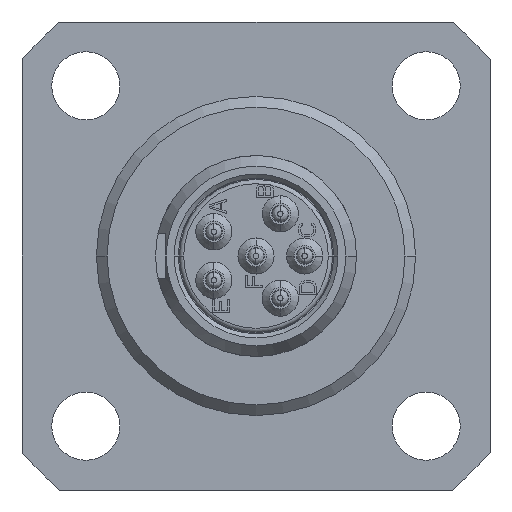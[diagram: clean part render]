
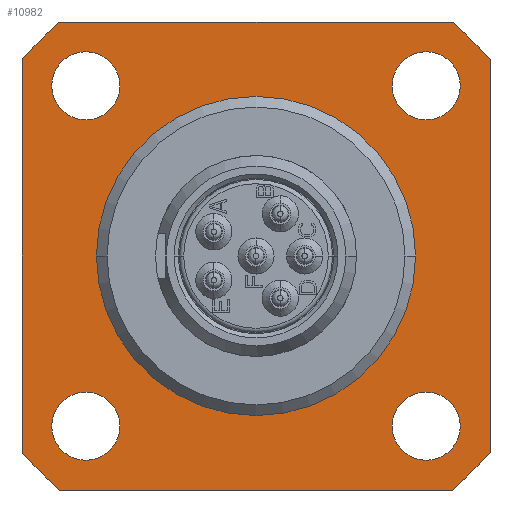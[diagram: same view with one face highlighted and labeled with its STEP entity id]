
A CAD part, left-side view. The second image highlights one B-rep face of the part: STEP entity #10982.
In plain terms, the highlighted planar face has unit normal (-1, 0, 0).
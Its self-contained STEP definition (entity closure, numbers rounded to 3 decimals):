
#427=CARTESIAN_POINT('',(-0.5,0.,0.));
#428=DIRECTION('',(1.,0.,0.));
#429=DIRECTION('',(0.,1.,0.));
#430=AXIS2_PLACEMENT_3D('',#427,#428,#429);
#440=CARTESIAN_POINT('',(-0.5,0.,0.));
#441=DIRECTION('',(1.,0.,0.));
#442=DIRECTION('',(0.,-1.,0.));
#443=AXIS2_PLACEMENT_3D('',#440,#441,#442);
#445=DIRECTION('',(0.,1.,0.));
#446=VECTOR('',#445,18.431);
#447=CARTESIAN_POINT('',(-0.5,-9.215,11.));
#448=LINE('1267',#447,#446);
#449=CARTESIAN_POINT('',(-0.5,0.,0.));
#450=DIRECTION('',(1.,0.,0.));
#451=DIRECTION('',(0.,-0.642,0.767));
#452=AXIS2_PLACEMENT_3D('',#449,#450,#451);
#454=DIRECTION('',(0.,0.,1.));
#455=VECTOR('',#454,18.431);
#456=CARTESIAN_POINT('',(-0.5,-11.,-9.215));
#457=LINE('1268',#456,#455);
#458=CARTESIAN_POINT('',(-0.5,0.,0.));
#459=DIRECTION('',(1.,0.,0.));
#460=DIRECTION('',(0.,-0.767,-0.642));
#461=AXIS2_PLACEMENT_3D('',#458,#459,#460);
#463=DIRECTION('',(0.,-1.,0.));
#464=VECTOR('',#463,18.431);
#465=CARTESIAN_POINT('',(-0.5,9.215,-11.));
#466=LINE('1269',#465,#464);
#467=CARTESIAN_POINT('',(-0.5,0.,0.));
#468=DIRECTION('',(1.,0.,0.));
#469=DIRECTION('',(0.,0.642,-0.767));
#470=AXIS2_PLACEMENT_3D('',#467,#468,#469);
#472=DIRECTION('',(0.,0.,-1.));
#473=VECTOR('',#472,18.431);
#474=CARTESIAN_POINT('',(-0.5,11.,9.215));
#475=LINE('1270',#474,#473);
#476=CARTESIAN_POINT('',(-0.5,0.,0.));
#477=DIRECTION('',(1.,0.,0.));
#478=DIRECTION('',(0.,0.767,0.642));
#479=AXIS2_PLACEMENT_3D('',#476,#477,#478);
#481=CARTESIAN_POINT('',(-0.5,8.,-8.));
#482=DIRECTION('',(-1.,0.,0.));
#483=DIRECTION('',(0.,0.,-1.));
#484=AXIS2_PLACEMENT_3D('',#481,#482,#483);
#486=CARTESIAN_POINT('',(-0.5,8.,-8.));
#487=DIRECTION('',(-1.,0.,0.));
#488=DIRECTION('',(0.,0.,1.));
#489=AXIS2_PLACEMENT_3D('',#486,#487,#488);
#491=CARTESIAN_POINT('',(-0.5,8.,8.));
#492=DIRECTION('',(-1.,0.,0.));
#493=DIRECTION('',(0.,0.,-1.));
#494=AXIS2_PLACEMENT_3D('',#491,#492,#493);
#496=CARTESIAN_POINT('',(-0.5,8.,8.));
#497=DIRECTION('',(-1.,0.,0.));
#498=DIRECTION('',(0.,0.,1.));
#499=AXIS2_PLACEMENT_3D('',#496,#497,#498);
#501=CARTESIAN_POINT('',(-0.5,-8.,-8.));
#502=DIRECTION('',(-1.,0.,0.));
#503=DIRECTION('',(0.,0.,-1.));
#504=AXIS2_PLACEMENT_3D('',#501,#502,#503);
#506=CARTESIAN_POINT('',(-0.5,-8.,-8.));
#507=DIRECTION('',(-1.,0.,0.));
#508=DIRECTION('',(0.,0.,1.));
#509=AXIS2_PLACEMENT_3D('',#506,#507,#508);
#511=CARTESIAN_POINT('',(-0.5,-8.,8.));
#512=DIRECTION('',(-1.,0.,0.));
#513=DIRECTION('',(0.,0.,-1.));
#514=AXIS2_PLACEMENT_3D('',#511,#512,#513);
#516=CARTESIAN_POINT('',(-0.5,-8.,8.));
#517=DIRECTION('',(-1.,0.,0.));
#518=DIRECTION('',(0.,0.,1.));
#519=AXIS2_PLACEMENT_3D('',#516,#517,#518);
#8075=CARTESIAN_POINT('',(-0.5,7.5,0.));
#8076=VERTEX_POINT('',#8075);
#8077=CARTESIAN_POINT('',(-0.5,-7.5,0.));
#8078=VERTEX_POINT('',#8077);
#8095=CARTESIAN_POINT('',(-0.5,8.,-9.6));
#8096=CARTESIAN_POINT('',(-0.5,8.,-6.4));
#8097=VERTEX_POINT('',#8095);
#8098=VERTEX_POINT('',#8096);
#8099=CARTESIAN_POINT('',(-0.5,8.,6.4));
#8100=CARTESIAN_POINT('',(-0.5,8.,9.6));
#8101=VERTEX_POINT('',#8099);
#8102=VERTEX_POINT('',#8100);
#8103=CARTESIAN_POINT('',(-0.5,-8.,-9.6));
#8104=CARTESIAN_POINT('',(-0.5,-8.,-6.4));
#8105=VERTEX_POINT('',#8103);
#8106=VERTEX_POINT('',#8104);
#8107=CARTESIAN_POINT('',(-0.5,-8.,6.4));
#8108=CARTESIAN_POINT('',(-0.5,-8.,9.6));
#8109=VERTEX_POINT('',#8107);
#8110=VERTEX_POINT('',#8108);
#8223=CARTESIAN_POINT('',(-0.5,-9.215,11.));
#8224=CARTESIAN_POINT('',(-0.5,9.215,11.));
#8225=VERTEX_POINT('',#8223);
#8226=VERTEX_POINT('',#8224);
#8227=CARTESIAN_POINT('',(-0.5,-11.,-9.215));
#8228=CARTESIAN_POINT('',(-0.5,-11.,9.215));
#8229=VERTEX_POINT('',#8227);
#8230=VERTEX_POINT('',#8228);
#8231=CARTESIAN_POINT('',(-0.5,9.215,-11.));
#8232=CARTESIAN_POINT('',(-0.5,-9.215,-11.));
#8233=VERTEX_POINT('',#8231);
#8234=VERTEX_POINT('',#8232);
#8235=CARTESIAN_POINT('',(-0.5,11.,9.215));
#8236=CARTESIAN_POINT('',(-0.5,11.,-9.215));
#8237=VERTEX_POINT('',#8235);
#8238=VERTEX_POINT('',#8236);
#10931=CARTESIAN_POINT('',(-0.5,0.,0.));
#10932=DIRECTION('',(1.,0.,0.));
#10933=DIRECTION('',(0.,0.,-1.));
#10934=AXIS2_PLACEMENT_3D('',#10931,#10932,#10933);
#10935=PLANE('289',#10934);
#10937=ORIENTED_EDGE('1267',*,*,#10936,.F.);
#10939=ORIENTED_EDGE('1322',*,*,#10938,.T.);
#10941=ORIENTED_EDGE('1268',*,*,#10940,.F.);
#10943=ORIENTED_EDGE('1321',*,*,#10942,.T.);
#10945=ORIENTED_EDGE('1269',*,*,#10944,.F.);
#10947=ORIENTED_EDGE('1320',*,*,#10946,.T.);
#10949=ORIENTED_EDGE('1270',*,*,#10948,.F.);
#10951=ORIENTED_EDGE('1309',*,*,#10950,.T.);
#10952=EDGE_LOOP('289',(#10937,#10939,#10941,#10943,#10945,#10947,#10949,
#10951));
#10953=FACE_OUTER_BOUND('289',#10952,.F.);
#10955=ORIENTED_EDGE('1171',*,*,#10954,.T.);
#10957=ORIENTED_EDGE('1172',*,*,#10956,.T.);
#10958=EDGE_LOOP('289',(#10955,#10957));
#10959=FACE_BOUND('289',#10958,.F.);
#10961=ORIENTED_EDGE('1173',*,*,#10960,.T.);
#10963=ORIENTED_EDGE('1174',*,*,#10962,.T.);
#10964=EDGE_LOOP('289',(#10961,#10963));
#10965=FACE_BOUND('289',#10964,.F.);
#10967=ORIENTED_EDGE('1175',*,*,#10966,.T.);
#10969=ORIENTED_EDGE('1176',*,*,#10968,.T.);
#10970=EDGE_LOOP('289',(#10967,#10969));
#10971=FACE_BOUND('289',#10970,.F.);
#10973=ORIENTED_EDGE('1177',*,*,#10972,.T.);
#10975=ORIENTED_EDGE('1178',*,*,#10974,.T.);
#10976=EDGE_LOOP('289',(#10973,#10975));
#10977=FACE_BOUND('289',#10976,.F.);
#10978=ORIENTED_EDGE('1161',*,*,#10896,.F.);
#10979=ORIENTED_EDGE('1162',*,*,#10919,.F.);
#10980=EDGE_LOOP('289',(#10978,#10979));
#10981=FACE_BOUND('289',#10980,.F.);
#431=CIRCLE('1161',#430,7.5);
#444=CIRCLE('1162',#443,7.5);
#453=CIRCLE('1322',#452,14.35);
#462=CIRCLE('1321',#461,14.35);
#471=CIRCLE('1320',#470,14.35);
#480=CIRCLE('1309',#479,14.35);
#485=CIRCLE('1171',#484,1.6);
#490=CIRCLE('1172',#489,1.6);
#495=CIRCLE('1173',#494,1.6);
#500=CIRCLE('1174',#499,1.6);
#505=CIRCLE('1175',#504,1.6);
#510=CIRCLE('1176',#509,1.6);
#515=CIRCLE('1177',#514,1.6);
#520=CIRCLE('1178',#519,1.6);
#10896=EDGE_CURVE('1161',#8076,#8078,#431,.T.);
#10919=EDGE_CURVE('1162',#8078,#8076,#444,.T.);
#10936=EDGE_CURVE('1267',#8225,#8226,#448,.T.);
#10938=EDGE_CURVE('1322',#8225,#8230,#453,.T.);
#10940=EDGE_CURVE('1268',#8229,#8230,#457,.T.);
#10942=EDGE_CURVE('1321',#8229,#8234,#462,.T.);
#10944=EDGE_CURVE('1269',#8233,#8234,#466,.T.);
#10946=EDGE_CURVE('1320',#8233,#8238,#471,.T.);
#10948=EDGE_CURVE('1270',#8237,#8238,#475,.T.);
#10950=EDGE_CURVE('1309',#8237,#8226,#480,.T.);
#10954=EDGE_CURVE('1171',#8097,#8098,#485,.T.);
#10956=EDGE_CURVE('1172',#8098,#8097,#490,.T.);
#10960=EDGE_CURVE('1173',#8101,#8102,#495,.T.);
#10962=EDGE_CURVE('1174',#8102,#8101,#500,.T.);
#10966=EDGE_CURVE('1175',#8105,#8106,#505,.T.);
#10968=EDGE_CURVE('1176',#8106,#8105,#510,.T.);
#10972=EDGE_CURVE('1177',#8109,#8110,#515,.T.);
#10974=EDGE_CURVE('1178',#8110,#8109,#520,.T.);
#10982=ADVANCED_FACE('289',(#10953,#10959,#10965,#10971,#10977,#10981),#10935,
.F.);
